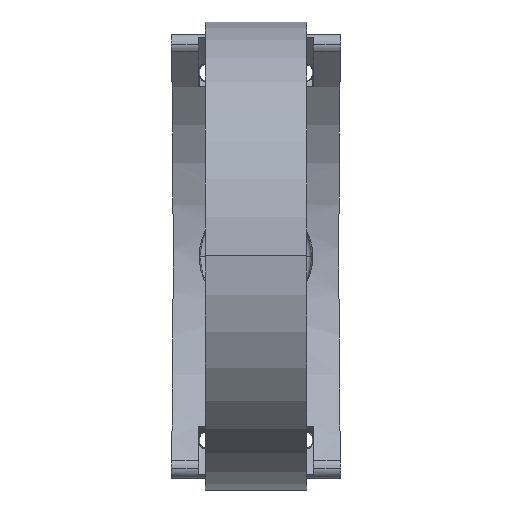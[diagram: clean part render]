
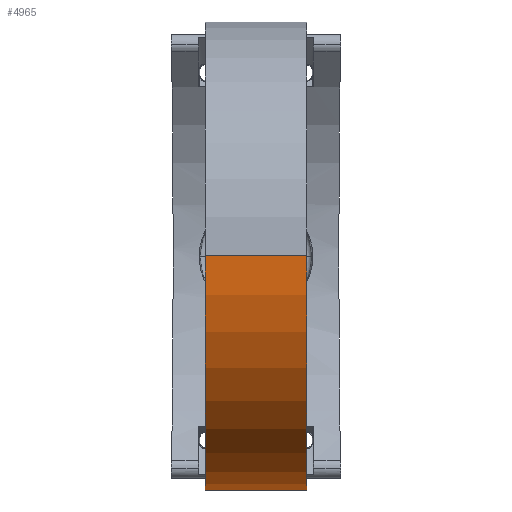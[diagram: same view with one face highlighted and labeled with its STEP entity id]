
A CAD part, top view. The second image highlights one B-rep face of the part: STEP entity #4965.
In plain terms, the highlighted cylindrical face has radius 46 mm (diameter 92 mm), a partial arc.
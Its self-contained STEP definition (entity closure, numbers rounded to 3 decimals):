
#235 = CARTESIAN_POINT ( 'NONE',  ( -10., 0., -15.382 ) ) ;
#282 = CARTESIAN_POINT ( 'NONE',  ( 10., 0., -15.382 ) ) ;
#309 = DIRECTION ( 'NONE',  ( 1., 0., 0. ) ) ;
#488 = DIRECTION ( 'NONE',  ( -1., 0., 0. ) ) ;
#692 = LINE ( 'NONE', #11247, #4582 ) ;
#1234 = DIRECTION ( 'NONE',  ( 0., 0., 1. ) ) ;
#1775 = CIRCLE ( 'NONE', #6997, 46. ) ;
#2319 = LINE ( 'NONE', #9588, #10028 ) ;
#2421 = ORIENTED_EDGE ( 'NONE', *, *, #7805, .F. ) ;
#2817 = CARTESIAN_POINT ( 'NONE',  ( -10., -44.432, -27.291 ) ) ;
#4155 = DIRECTION ( 'NONE',  ( 1., 0., 0. ) ) ;
#4377 = DIRECTION ( 'NONE',  ( 0., 0., -1. ) ) ;
#4498 = FACE_OUTER_BOUND ( 'NONE', #4569, .T. ) ;
#4569 = EDGE_LOOP ( 'NONE', ( #2421, #10791, #5857, #5241 ) ) ;
#4582 = VECTOR ( 'NONE', #12327, 1000. ) ;
#4631 = CYLINDRICAL_SURFACE ( 'NONE', #8523, 46. ) ;
#4965 = ADVANCED_FACE ( 'NONE', ( #4498 ), #4631, .T. ) ;
#5109 = CIRCLE ( 'NONE', #8573, 46. ) ;
#5176 = DIRECTION ( 'NONE',  ( -1., 0., 0. ) ) ;
#5241 = ORIENTED_EDGE ( 'NONE', *, *, #6843, .F. ) ;
#5857 = ORIENTED_EDGE ( 'NONE', *, *, #9849, .T. ) ;
#6495 = VERTEX_POINT ( 'NONE', #2817 ) ;
#6843 = EDGE_CURVE ( 'NONE', #10698, #6495, #692, .T. ) ;
#6997 = AXIS2_PLACEMENT_3D ( 'NONE', #7294, #4155, #10558 ) ;
#7234 = CARTESIAN_POINT ( 'NONE',  ( -10., 0., 30.618 ) ) ;
#7294 = CARTESIAN_POINT ( 'NONE',  ( 10., 0., -15.382 ) ) ;
#7757 = EDGE_CURVE ( 'NONE', #12640, #8713, #2319, .T. ) ;
#7805 = EDGE_CURVE ( 'NONE', #12640, #10698, #1775, .T. ) ;
#8523 = AXIS2_PLACEMENT_3D ( 'NONE', #282, #488, #1234 ) ;
#8573 = AXIS2_PLACEMENT_3D ( 'NONE', #235, #309, #4377 ) ;
#8713 = VERTEX_POINT ( 'NONE', #7234 ) ;
#9588 = CARTESIAN_POINT ( 'NONE',  ( 10., 0., 30.618 ) ) ;
#9849 = EDGE_CURVE ( 'NONE', #8713, #6495, #5109, .T. ) ;
#10028 = VECTOR ( 'NONE', #5176, 1000. ) ;
#10507 = CARTESIAN_POINT ( 'NONE',  ( 10., -44.432, -27.291 ) ) ;
#10558 = DIRECTION ( 'NONE',  ( 0., 0., -1. ) ) ;
#10698 = VERTEX_POINT ( 'NONE', #10507 ) ;
#10791 = ORIENTED_EDGE ( 'NONE', *, *, #7757, .T. ) ;
#11247 = CARTESIAN_POINT ( 'NONE',  ( 10., -44.432, -27.291 ) ) ;
#11553 = CARTESIAN_POINT ( 'NONE',  ( 10., 0., 30.618 ) ) ;
#12327 = DIRECTION ( 'NONE',  ( -1., 0., 0. ) ) ;
#12640 = VERTEX_POINT ( 'NONE', #11553 ) ;
